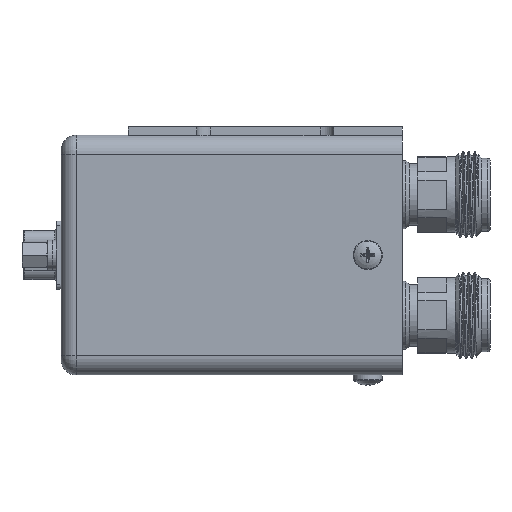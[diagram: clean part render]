
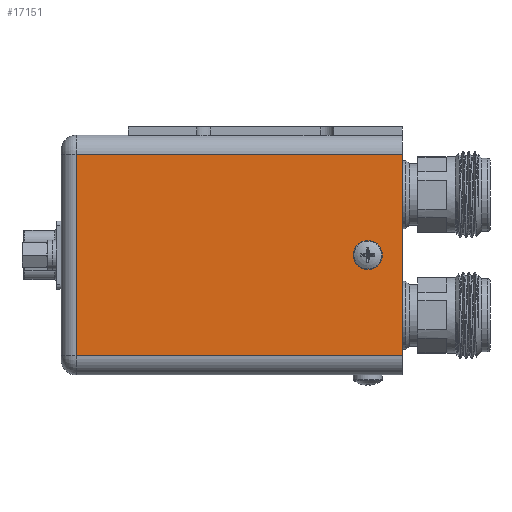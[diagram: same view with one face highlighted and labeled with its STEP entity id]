
A CAD part, left-side view. The second image highlights one B-rep face of the part: STEP entity #17151.
In plain terms, the highlighted face is planar.
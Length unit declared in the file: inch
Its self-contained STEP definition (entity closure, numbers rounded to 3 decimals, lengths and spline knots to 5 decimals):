
#10 = VECTOR ( 'NONE', #26647, 39.37008 ) ;
#772 = CARTESIAN_POINT ( 'NONE',  ( 0.875, 0.252, -0.0675 ) ) ;
#827 = ORIENTED_EDGE ( 'NONE', *, *, #19510, .T. ) ;
#883 = CARTESIAN_POINT ( 'NONE',  ( 0.875, 0., -0.734 ) ) ;
#1237 = FACE_BOUND ( 'NONE', #23384, .T. ) ;
#1710 = EDGE_CURVE ( 'NONE', #14762, #3147, #17906, .T. ) ;
#2419 = CIRCLE ( 'NONE', #24705, 0.0675 ) ;
#3147 = VERTEX_POINT ( 'NONE', #13840 ) ;
#3644 = CARTESIAN_POINT ( 'NONE',  ( 0.875, 2.381, 0.734 ) ) ;
#3834 = DIRECTION ( 'NONE',  ( 0., 0., -1. ) ) ;
#4071 = ORIENTED_EDGE ( 'NONE', *, *, #23171, .T. ) ;
#4289 = ORIENTED_EDGE ( 'NONE', *, *, #13354, .F. ) ;
#5886 = LINE ( 'NONE', #14809, #9787 ) ;
#5899 = FACE_OUTER_BOUND ( 'NONE', #14760, .T. ) ;
#5960 = DIRECTION ( 'NONE',  ( 0., 0., -1. ) ) ;
#6902 = ORIENTED_EDGE ( 'NONE', *, *, #24989, .T. ) ;
#7562 = VERTEX_POINT ( 'NONE', #772 ) ;
#7744 = LINE ( 'NONE', #3644, #13126 ) ;
#9141 = AXIS2_PLACEMENT_3D ( 'NONE', #10064, #14196, #5960 ) ;
#9787 = VECTOR ( 'NONE', #3834, 39.37008 ) ;
#10064 = CARTESIAN_POINT ( 'NONE',  ( 0.875, 0.252, 0. ) ) ;
#10357 = CARTESIAN_POINT ( 'NONE',  ( 0.875, 0.252, 0. ) ) ;
#11324 = CIRCLE ( 'NONE', #9141, 0.0675 ) ;
#12476 = ORIENTED_EDGE ( 'NONE', *, *, #1710, .T. ) ;
#13126 = VECTOR ( 'NONE', #20053, 39.37008 ) ;
#13354 = EDGE_CURVE ( 'NONE', #7562, #20597, #2419, .T. ) ;
#13665 = VERTEX_POINT ( 'NONE', #14149 ) ;
#13840 = CARTESIAN_POINT ( 'NONE',  ( 0.875, 2.381, -0.734 ) ) ;
#14149 = CARTESIAN_POINT ( 'NONE',  ( 0.875, 2.381, 0.734 ) ) ;
#14196 = DIRECTION ( 'NONE',  ( 1., 0., 0. ) ) ;
#14760 = EDGE_LOOP ( 'NONE', ( #12476, #827, #4071, #6902 ) ) ;
#14762 = VERTEX_POINT ( 'NONE', #883 ) ;
#14786 = VERTEX_POINT ( 'NONE', #25957 ) ;
#14809 = CARTESIAN_POINT ( 'NONE',  ( 0.875, 0., 0.875 ) ) ;
#14934 = ORIENTED_EDGE ( 'NONE', *, *, #16506, .F. ) ;
#16050 = CARTESIAN_POINT ( 'NONE',  ( 0.875, 2.49, 0.875 ) ) ;
#16506 = EDGE_CURVE ( 'NONE', #20597, #7562, #11324, .T. ) ;
#16670 = DIRECTION ( 'NONE',  ( 0., 0., -1. ) ) ;
#17151 = ADVANCED_FACE ( 'NONE', ( #1237, #5899 ), #19989, .F. ) ;
#17906 = LINE ( 'NONE', #18303, #10 ) ;
#18303 = CARTESIAN_POINT ( 'NONE',  ( 0.875, 2.49, -0.734 ) ) ;
#18437 = CARTESIAN_POINT ( 'NONE',  ( 0.875, 2.49, 0.734 ) ) ;
#18498 = DIRECTION ( 'NONE',  ( 0., 0., 1. ) ) ;
#19510 = EDGE_CURVE ( 'NONE', #3147, #13665, #7744, .T. ) ;
#19989 = PLANE ( 'NONE',  #23118 ) ;
#20053 = DIRECTION ( 'NONE',  ( 0., 0., 1. ) ) ;
#20597 = VERTEX_POINT ( 'NONE', #21894 ) ;
#21894 = CARTESIAN_POINT ( 'NONE',  ( 0.875, 0.252, 0.0675 ) ) ;
#23118 = AXIS2_PLACEMENT_3D ( 'NONE', #16050, #26847, #18498 ) ;
#23171 = EDGE_CURVE ( 'NONE', #13665, #14786, #26644, .T. ) ;
#23384 = EDGE_LOOP ( 'NONE', ( #4289, #14934 ) ) ;
#24705 = AXIS2_PLACEMENT_3D ( 'NONE', #10357, #27067, #16670 ) ;
#24739 = DIRECTION ( 'NONE',  ( 0., -1., 0. ) ) ;
#24989 = EDGE_CURVE ( 'NONE', #14786, #14762, #5886, .T. ) ;
#25957 = CARTESIAN_POINT ( 'NONE',  ( 0.875, 0., 0.734 ) ) ;
#26644 = LINE ( 'NONE', #18437, #26777 ) ;
#26647 = DIRECTION ( 'NONE',  ( 0., 1., 0. ) ) ;
#26777 = VECTOR ( 'NONE', #24739, 39.37008 ) ;
#26847 = DIRECTION ( 'NONE',  ( -1., 0., 0. ) ) ;
#27067 = DIRECTION ( 'NONE',  ( 1., 0., 0. ) ) ;
